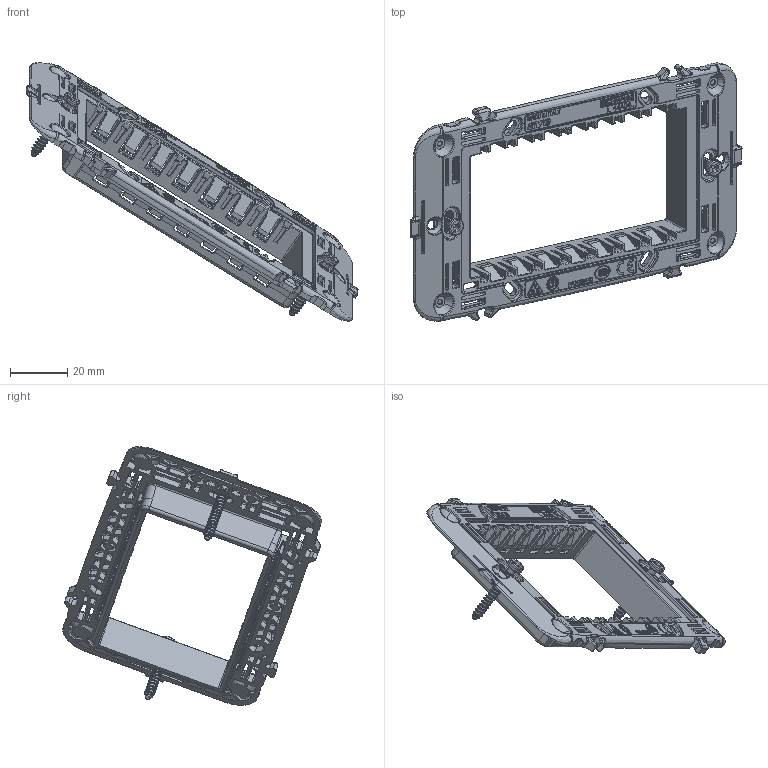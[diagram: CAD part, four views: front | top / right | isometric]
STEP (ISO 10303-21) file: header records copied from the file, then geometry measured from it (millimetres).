
FILE_DESCRIPTION(('CATIA V5 STEP Exchange'),'2;1');
FILE_NAME('44A04.stp','2024-02-16T15:49:32+00:00',('none'),('none'),'CATIA Version 5-6 Release 2016 SP6','CATIA V5 STEP AP203','none');
FILE_SCHEMA(('CONFIG_CONTROL_DESIGN'));
Products named in the file (1): 44A04
Assembly tree (4 placements, depth 2):
  44A04
    #57
    #101
    #164505  x2
Bounding box: 116.41 x 90.62 x 90.7 mm (x, y, z)
Volume: 19092.7 mm3; surface area: 25924 mm2
Topology: 3 solids, 3 shells, 5131 faces, 13505 edges, 8436 vertices
Faces by surface type: plane 2628, cylinder 1136, bspline 906, cone 256, torus 133, sphere 48, extrusion 24
Entity records: 175003 total; most frequent: CARTESIAN_POINT 72324, ORIENTED_EDGE 25500, DIRECTION 14034, EDGE_CURVE 12750, VERTEX_POINT 8067, VECTOR 6830, LINE 6806, EDGE_LOOP 5063
